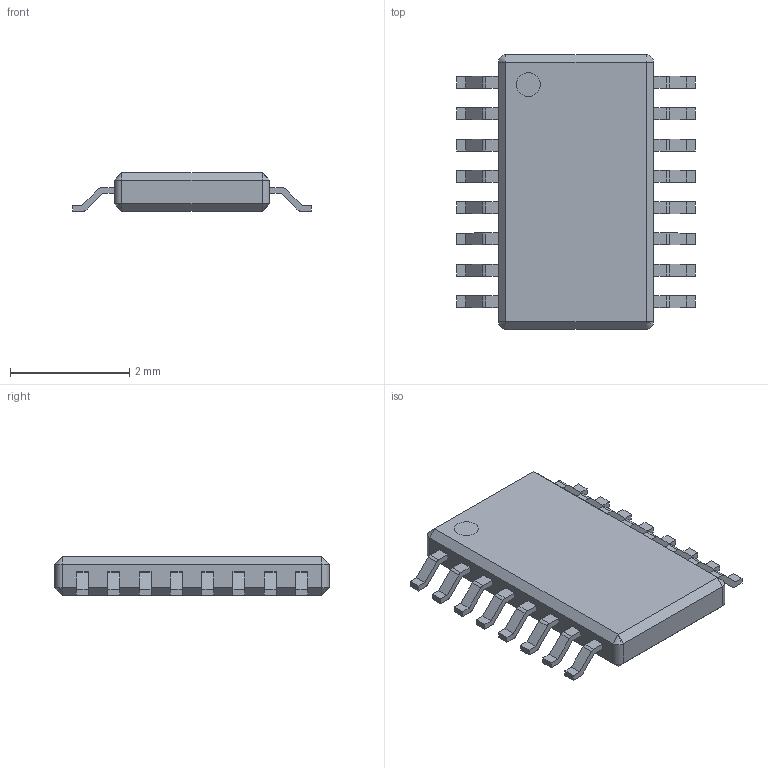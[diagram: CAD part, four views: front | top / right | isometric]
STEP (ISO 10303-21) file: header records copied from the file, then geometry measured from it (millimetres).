
FILE_DESCRIPTION(('FreeCAD Model'),'2;1');
FILE_NAME('Open CASCADE Shape Model','2022-12-22T08:18:10',(''),(''), 'Open CASCADE STEP processor 7.6','FreeCAD','Unknown');
FILE_SCHEMA(('AUTOMOTIVE_DESIGN { 1 0 10303 214 1 1 1 1 }'));
Length unit declared in the file: millimetre
Products named in the file (18): MSOP_16_2646; MAIN; Body001; Body002; Body003; Body004; Body005; Body006; Body007; Body008; Body009; Body010; Body011; Body012; Body013; Body014; Body015; Body016
Assembly tree (17 placements, depth 2):
  MSOP_16_2646
    MAIN
    Body001
    Body002
    Body003
    Body004
    Body005
    Body006
    Body007
    Body008
    Body009
    Body010
    Body011
    Body012
    Body013
    Body014
    Body015
    Body016
Bounding box: 4 x 4.6 x 0.65 mm (x, y, z)
Volume: 7.8 mm3; surface area: 39.6 mm2
Topology: 17 solids, 17 shells, 219 faces, 537 edges, 345 vertices
Faces by surface type: plane 175, cylinder 36, cone 8
Entity records: 13754 total; most frequent: CARTESIAN_POINT 2625, DIRECTION 1998, LINE 1376, VECTOR 1376, ORIENTED_EDGE 1058, PCURVE 1058, DEFINITIONAL_REPRESENTATION 1058, EDGE_CURVE 529
